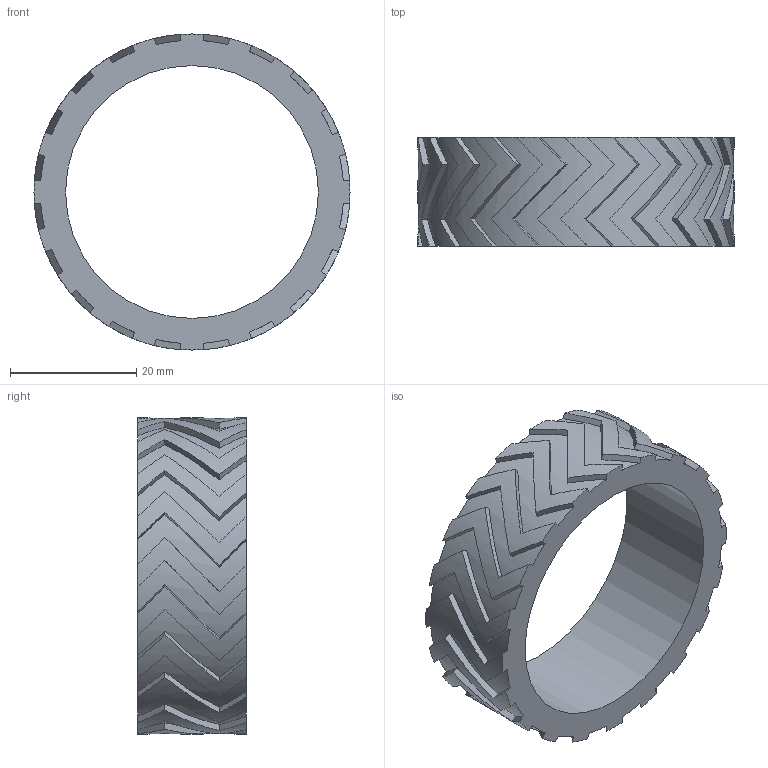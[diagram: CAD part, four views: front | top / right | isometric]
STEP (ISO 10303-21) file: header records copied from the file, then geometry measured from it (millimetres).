
FILE_DESCRIPTION(('FreeCAD Model'),'2;1');
FILE_NAME('Open CASCADE Shape Model','2025-10-04T15:17:54',('Author'),( ''),'Open CASCADE STEP processor 7.8','FreeCAD','Unknown');
FILE_SCHEMA(('AUTOMOTIVE_DESIGN { 1 0 10303 214 1 1 1 1 }'));
Length unit declared in the file: millimetre
Products named in the file (1): Tire
Bounding box: 50 x 17.2 x 50 mm (x, y, z)
Volume: 10756.3 mm3; surface area: 6985.3 mm2
Topology: 1 solids, 1 shells, 163 faces, 607 edges, 446 vertices
Faces by surface type: plane 122, cylinder 41
Full cylindrical faces by diameter (mm): 40 x1
Entity records: 6925 total; most frequent: DIRECTION 1381, CARTESIAN_POINT 1217, ORIENTED_EDGE 1214, AXIS2_PLACEMENT_3D 610, EDGE_CURVE 607, VERTEX_POINT 446, ELLIPSE 324, FACE_BOUND 165
